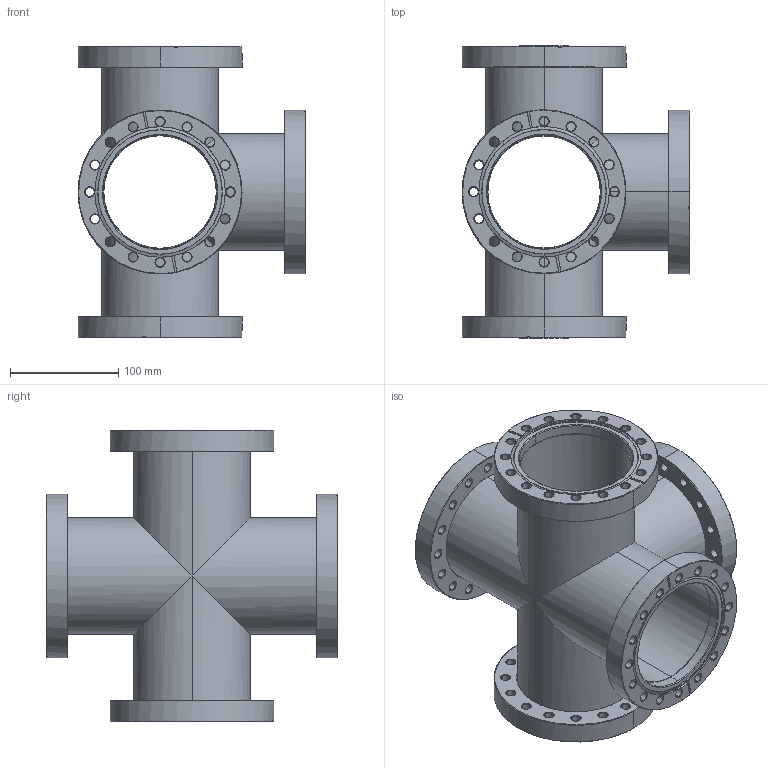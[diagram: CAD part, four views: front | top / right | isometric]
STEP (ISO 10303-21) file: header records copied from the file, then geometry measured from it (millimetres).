
FILE_DESCRIPTION (( 'STEP AP214' ), '1' );
FILE_NAME ('Hositrad_FX5-100-100-Cross.STEP', '2017-05-22T14:36:36', ( 'Gebruiker' ), ( '' ), 'SwSTEP 2.0', 'SolidWorks 2017', '' );
FILE_SCHEMA (( 'AUTOMOTIVE_DESIGN' ));
Length unit declared in the file: millimetre
Products named in the file (3): NW100CF-weld_CF100-108; FX5-tube; Hositrad_FX5-100-100-Cross
Assembly tree (6 placements, depth 2):
  Hositrad_FX5-100-100-Cross
    FX5-tube
    NW100CF-weld_CF100-108  x5
Bounding box: 210.7 x 269.8 x 269.8 mm (x, y, z)
Volume: 1075337.8 mm3; surface area: 481554.5 mm2
Topology: 6 solids, 6 shells, 665 faces, 1568 edges, 917 vertices
Faces by surface type: cone 385, cylinder 220, plane 60
Entity records: 5031 total; most frequent: DIRECTION 845, CARTESIAN_POINT 843, ORIENTED_EDGE 736, EDGE_CURVE 368, AXIS2_PLACEMENT_3D 347, VERTEX_POINT 217, EDGE_LOOP 193, CIRCLE 185
